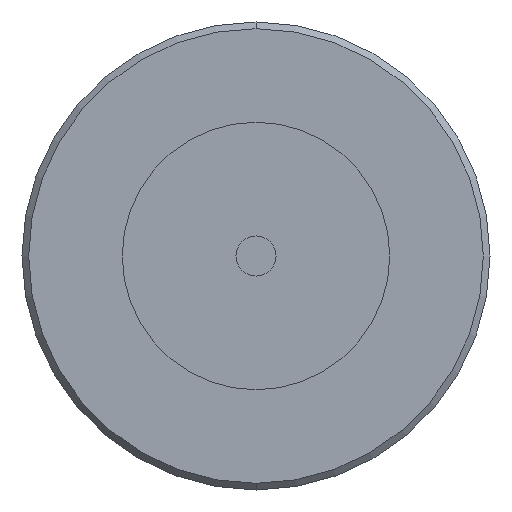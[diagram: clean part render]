
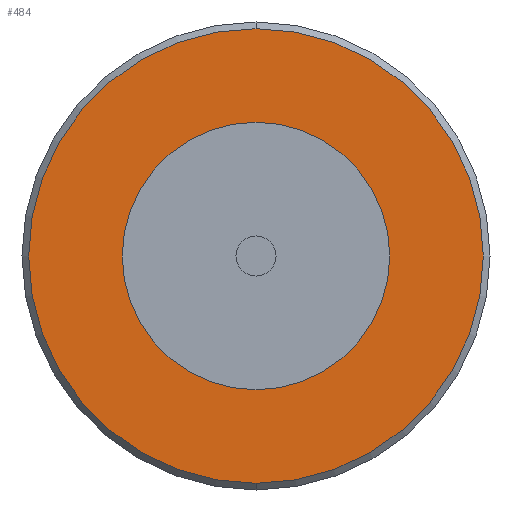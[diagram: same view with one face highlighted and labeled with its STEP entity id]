
A CAD part, front view. The second image highlights one B-rep face of the part: STEP entity #484.
In plain terms, the highlighted planar face has unit normal (0, -1, 0).
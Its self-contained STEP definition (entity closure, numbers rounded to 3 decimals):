
#242 = VERTEX_POINT ( 'NONE', #1018 ) ;
#243 = VERTEX_POINT ( 'NONE', #1010 ) ;
#246 = EDGE_CURVE ( 'NONE', #242, #243, #967, .T. ) ;
#256 = VERTEX_POINT ( 'NONE', #1120 ) ;
#264 = VERTEX_POINT ( 'NONE', #1109 ) ;
#348 = EDGE_CURVE ( 'NONE', #256, #264, #1139, .T. ) ;
#473 = ORIENTED_EDGE ( 'NONE', *, *, #480, .F. ) ;
#474 = ORIENTED_EDGE ( 'NONE', *, *, #348, .F. ) ;
#480 = EDGE_CURVE ( 'NONE', #264, #256, #1478, .T. ) ;
#483 = ORIENTED_EDGE ( 'NONE', *, *, #246, .T. ) ;
#484 = ADVANCED_FACE ( 'NONE', ( #1328, #1333 ), #1330, .T. ) ;
#486 = ORIENTED_EDGE ( 'NONE', *, *, #495, .T. ) ;
#487 = EDGE_LOOP ( 'NONE', ( #473, #474 ) ) ;
#495 = EDGE_CURVE ( 'NONE', #243, #242, #1418, .T. ) ;
#661 = EDGE_LOOP ( 'NONE', ( #486, #483 ) ) ;
#963 = DIRECTION ( 'NONE',  ( 0., 0., -1. ) ) ;
#964 = DIRECTION ( 'NONE',  ( 0., -1., 0. ) ) ;
#965 = CARTESIAN_POINT ( 'NONE',  ( 0., 0., 0. ) ) ;
#966 = AXIS2_PLACEMENT_3D ( 'NONE', #965, #964, #963 ) ;
#967 = CIRCLE ( 'NONE', #966, 17. ) ;
#1010 = CARTESIAN_POINT ( 'NONE',  ( 0., 0., 17. ) ) ;
#1018 = CARTESIAN_POINT ( 'NONE',  ( 0., 0., -17. ) ) ;
#1109 = CARTESIAN_POINT ( 'NONE',  ( 0., 0., -10. ) ) ;
#1120 = CARTESIAN_POINT ( 'NONE',  ( 0., 0., 10. ) ) ;
#1138 = AXIS2_PLACEMENT_3D ( 'NONE', #1264, #1263, #1262 ) ;
#1139 = CIRCLE ( 'NONE', #1138, 10. ) ;
#1262 = DIRECTION ( 'NONE',  ( 0., 0., -1. ) ) ;
#1263 = DIRECTION ( 'NONE',  ( 0., -1., 0. ) ) ;
#1264 = CARTESIAN_POINT ( 'NONE',  ( 0., 0., 0. ) ) ;
#1320 = DIRECTION ( 'NONE',  ( 0., 0., -1. ) ) ;
#1321 = DIRECTION ( 'NONE',  ( 0., -1., 0. ) ) ;
#1325 = DIRECTION ( 'NONE',  ( 0., 0., -1. ) ) ;
#1326 = DIRECTION ( 'NONE',  ( 0., -1., 0. ) ) ;
#1328 = FACE_OUTER_BOUND ( 'NONE', #661, .T. ) ;
#1330 = PLANE ( 'NONE',  #1360 ) ;
#1332 = CARTESIAN_POINT ( 'NONE',  ( 0., 0., 0. ) ) ;
#1333 = FACE_BOUND ( 'NONE', #487, .T. ) ;
#1355 = CARTESIAN_POINT ( 'NONE',  ( 17., 0., 0. ) ) ;
#1360 = AXIS2_PLACEMENT_3D ( 'NONE', #1355, #1321, #1320 ) ;
#1414 = DIRECTION ( 'NONE',  ( 0., 0., -1. ) ) ;
#1415 = DIRECTION ( 'NONE',  ( 0., -1., 0. ) ) ;
#1416 = CARTESIAN_POINT ( 'NONE',  ( 0., 0., 0. ) ) ;
#1417 = AXIS2_PLACEMENT_3D ( 'NONE', #1416, #1415, #1414 ) ;
#1418 = CIRCLE ( 'NONE', #1417, 17. ) ;
#1478 = CIRCLE ( 'NONE', #1480, 10. ) ;
#1480 = AXIS2_PLACEMENT_3D ( 'NONE', #1332, #1326, #1325 ) ;
